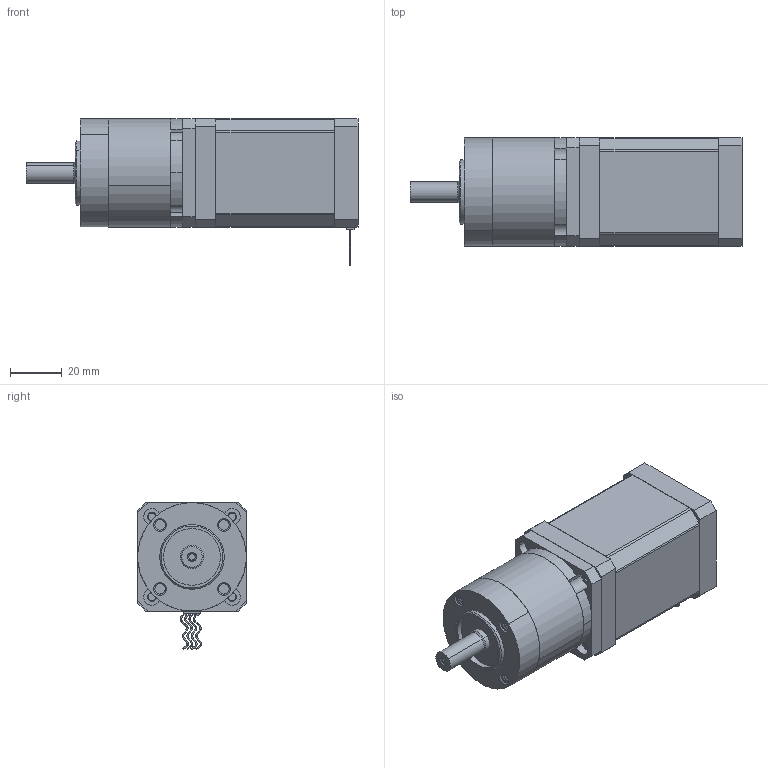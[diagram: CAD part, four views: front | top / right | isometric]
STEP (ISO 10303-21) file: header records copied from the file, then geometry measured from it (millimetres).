
FILE_DESCRIPTION (( 'STEP AP214' ), '1' );
FILE_NAME ('42HS6315A4〞XG珨撰厒掀.STEP', '2023-11-13T11:35:48', ( '' ), ( '' ), 'SwSTEP 2.0', 'SolidWorks 2021', '' );
FILE_SCHEMA (( 'AUTOMOTIVE_DESIGN' ));
Length unit declared in the file: millimetre
Products named in the file (6): 42HS6315A4〞XG珨撰厒掀; 42HS6315A4.step; 42XG菁釱; 42XG珨撰厒掀; 42XG傷裔; 42XG珨撰厒掀儂旯
Assembly tree (5 placements, depth 3):
  42HS6315A4〞XG珨撰厒掀
    42HS6315A4.step
    42XG珨撰厒掀
      42XG菁釱
      42XG珨撰厒掀儂旯
      42XG傷裔
Bounding box: 128.5 x 42 x 56.79 mm (x, y, z)
Volume: 168800.2 mm3; surface area: 39361.4 mm2
Topology: 8 solids, 8 shells, 417 faces, 1067 edges, 691 vertices
Faces by surface type: cylinder 195, plane 168, bspline 23, cone 21, torus 10
Entity records: 22552 total; most frequent: CARTESIAN_POINT 12185, ORIENTED_EDGE 2134, DIRECTION 1842, EDGE_CURVE 1067, VERTEX_POINT 691, AXIS2_PLACEMENT_3D 665, VECTOR 512, LINE 512
